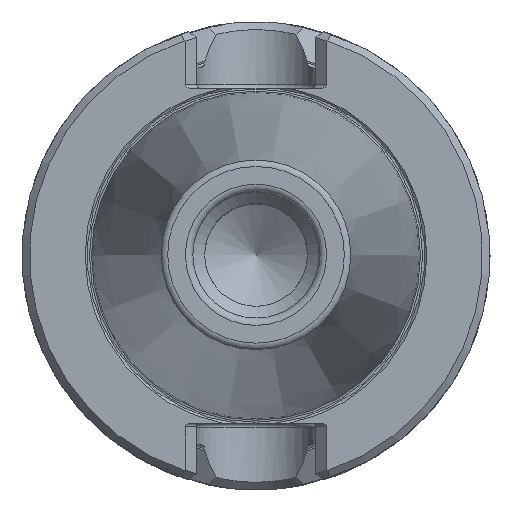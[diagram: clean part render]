
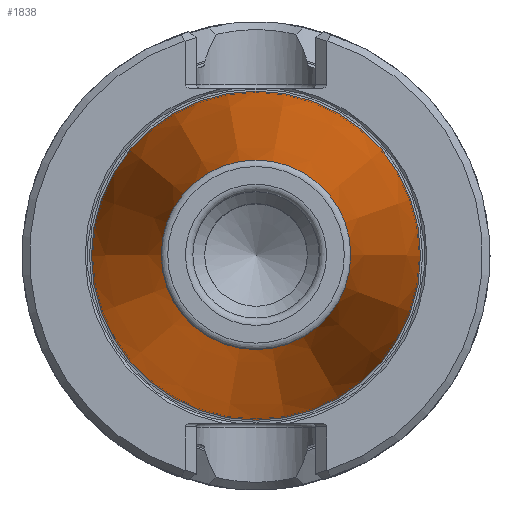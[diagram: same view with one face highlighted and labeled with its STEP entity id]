
A CAD part, top view. The second image highlights one B-rep face of the part: STEP entity #1838.
In plain terms, the highlighted conical face has half-angle 8.297 degrees and reference radius 12.396 mm.
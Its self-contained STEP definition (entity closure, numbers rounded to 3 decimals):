
#249=CONICAL_SURFACE('',#1936,12.396,0.145);
#282=ORIENTED_EDGE('',*,*,#634,.T.);
#283=ORIENTED_EDGE('',*,*,#627,.F.);
#627=EDGE_CURVE('',#806,#806,#933,.F.);
#634=EDGE_CURVE('',#813,#813,#940,.F.);
#806=VERTEX_POINT('',#2426);
#813=VERTEX_POINT('',#2447);
#933=CIRCLE('',#1923,12.763);
#940=CIRCLE('',#1937,22.149);
#1007=EDGE_LOOP('',(#282));
#1008=EDGE_LOOP('',(#283));
#1121=FACE_BOUND('',#1007,.T.);
#1122=FACE_BOUND('',#1008,.T.);
#1838=ADVANCED_FACE('',(#1121,#1122),#249,.T.);
#1923=AXIS2_PLACEMENT_3D('',#2425,#2075,#2076);
#1936=AXIS2_PLACEMENT_3D('',#2445,#2101,#2102);
#1937=AXIS2_PLACEMENT_3D('',#2446,#2103,#2104);
#2075=DIRECTION('',(0.,0.,-1.));
#2076=DIRECTION('',(-1.,0.,0.));
#2101=DIRECTION('',(0.,0.,-1.));
#2102=DIRECTION('',(-1.,0.,0.));
#2103=DIRECTION('',(0.,0.,-1.));
#2104=DIRECTION('',(-1.,0.,0.));
#2425=CARTESIAN_POINT('',(0.,0.,64.886));
#2426=CARTESIAN_POINT('',(-12.763,0.,64.886));
#2445=CARTESIAN_POINT('',(0.,0.,67.4));
#2446=CARTESIAN_POINT('',(0.,0.,0.524));
#2447=CARTESIAN_POINT('',(-22.149,0.,0.524));
